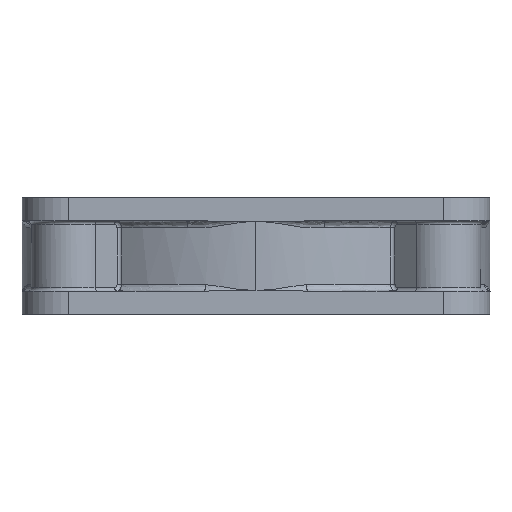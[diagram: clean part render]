
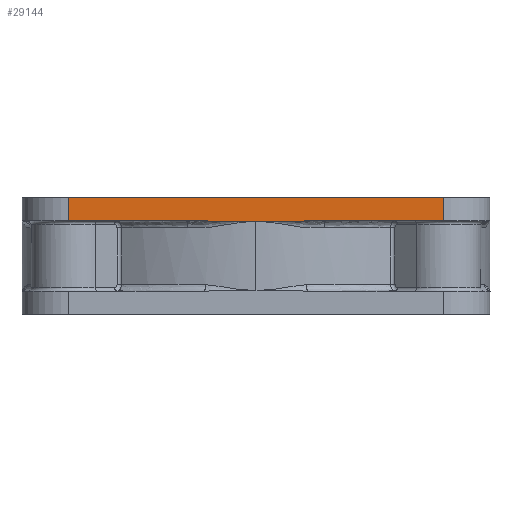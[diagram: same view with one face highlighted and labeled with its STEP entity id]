
A CAD part, front view. The second image highlights one B-rep face of the part: STEP entity #29144.
In plain terms, the highlighted planar face has unit normal (0, -1, 0).
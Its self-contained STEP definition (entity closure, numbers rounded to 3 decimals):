
#219=B_SPLINE_CURVE_WITH_KNOTS('',3,(#44250,#44251,#44252,#44253,#44254,
#44255,#44256,#44257,#44258,#44259,#44260,#44261,#44262,#44263,#44264,#44265),
 .UNSPECIFIED.,.F.,.F.,(4,2,2,2,2,2,2,4),(-0.004,0.,0.009,
0.017,0.03,0.065,0.108,
0.13),.UNSPECIFIED.);
#333=B_SPLINE_CURVE_WITH_KNOTS('',3,(#54999,#55000,#55001,#55002,#55003,
#55004,#55005,#55006,#55007,#55008,#55009,#55010,#55011,#55012,#55013,#55014),
 .UNSPECIFIED.,.F.,.F.,(4,2,2,2,2,2,2,4),(-0.55,-0.537,
-0.498,-0.467,-0.412,-0.269,
-0.093,0.),.UNSPECIFIED.);
#1611=PLANE('',#30817);
#1919=LINE('',#41534,#5230);
#1949=LINE('',#41685,#5260);
#1952=LINE('',#41693,#5263);
#1972=LINE('',#42861,#5283);
#1977=LINE('',#43049,#5288);
#2018=LINE('',#45190,#5329);
#5230=VECTOR('',#31556,1.);
#5260=VECTOR('',#31664,1.);
#5263=VECTOR('',#31671,1.);
#5283=VECTOR('',#31737,1.);
#5288=VECTOR('',#31744,1.);
#5329=VECTOR('',#31929,10.);
#9777=FACE_OUTER_BOUND('',#11286,.T.);
#11286=EDGE_LOOP('',(#26138,#26139,#26140,#26141,#26142,#26143,#26144,#26145));
#11949=VERTEX_POINT('',#41531);
#11950=VERTEX_POINT('',#41533);
#12004=VERTEX_POINT('',#41684);
#12007=VERTEX_POINT('',#41692);
#12051=VERTEX_POINT('',#42844);
#12060=VERTEX_POINT('',#43048);
#12124=VERTEX_POINT('',#44243);
#12160=VERTEX_POINT('',#45125);
#14727=EDGE_CURVE('',#11950,#11949,#1919,.T.);
#14791=EDGE_CURVE('',#11949,#12004,#1949,.F.);
#14795=EDGE_CURVE('',#11950,#12007,#1952,.F.);
#14855=EDGE_CURVE('',#12051,#12004,#1972,.T.);
#14865=EDGE_CURVE('',#12060,#12007,#1977,.T.);
#14955=EDGE_CURVE('',#12124,#12051,#219,.T.);
#15019=EDGE_CURVE('',#12160,#12124,#2018,.T.);
#18225=EDGE_CURVE('',#12160,#12060,#333,.T.);
#26138=ORIENTED_EDGE('',*,*,#15019,.F.);
#26139=ORIENTED_EDGE('',*,*,#18225,.T.);
#26140=ORIENTED_EDGE('',*,*,#14865,.T.);
#26141=ORIENTED_EDGE('',*,*,#14795,.F.);
#26142=ORIENTED_EDGE('',*,*,#14727,.T.);
#26143=ORIENTED_EDGE('',*,*,#14791,.T.);
#26144=ORIENTED_EDGE('',*,*,#14855,.F.);
#26145=ORIENTED_EDGE('',*,*,#14955,.F.);
#29144=ADVANCED_FACE('',(#9777),#1611,.F.);
#30817=AXIS2_PLACEMENT_3D('',#55614,#37421,#37422);
#31556=DIRECTION('',(-1.,0.,0.));
#31664=DIRECTION('',(0.,0.,1.));
#31671=DIRECTION('',(0.,0.,1.));
#31737=DIRECTION('',(-1.,0.,0.));
#31744=DIRECTION('',(1.,0.,0.));
#31929=DIRECTION('',(-1.,-0.001,0.001));
#37421=DIRECTION('center_axis',(0.,1.,0.));
#37422=DIRECTION('ref_axis',(0.,0.,-1.));
#41531=CARTESIAN_POINT('',(-16.,-20.,0.));
#41533=CARTESIAN_POINT('',(16.,-20.,0.));
#41534=CARTESIAN_POINT('',(-8.,-20.,0.));
#41684=CARTESIAN_POINT('',(-16.,-20.,-2.));
#41685=CARTESIAN_POINT('',(-16.,-20.,-1.024));
#41692=CARTESIAN_POINT('',(16.,-20.,-2.));
#41693=CARTESIAN_POINT('',(16.,-20.,-1.024));
#42844=CARTESIAN_POINT('',(-4.898,-20.,-2.));
#42861=CARTESIAN_POINT('',(-10.449,-20.,-2.));
#43048=CARTESIAN_POINT('',(4.898,-20.,-2.));
#43049=CARTESIAN_POINT('',(10.449,-20.,-2.));
#44243=CARTESIAN_POINT('',(-0.004,-20.,-2.05));
#44250=CARTESIAN_POINT('Ctrl Pts',(-0.009,-20.,
-2.05));
#44251=CARTESIAN_POINT('Ctrl Pts',(-0.027,-20.,
-2.049));
#44252=CARTESIAN_POINT('Ctrl Pts',(-0.034,-20.,-2.049));
#44253=CARTESIAN_POINT('Ctrl Pts',(-0.078,-20.,-2.047));
#44254=CARTESIAN_POINT('Ctrl Pts',(-0.158,-20.,-2.043));
#44255=CARTESIAN_POINT('Ctrl Pts',(-0.366,-20.,-2.038));
#44256=CARTESIAN_POINT('Ctrl Pts',(-0.459,-20.,-2.036));
#44257=CARTESIAN_POINT('Ctrl Pts',(-0.714,-20.,-2.034));
#44258=CARTESIAN_POINT('Ctrl Pts',(-0.883,-20.,-2.035));
#44259=CARTESIAN_POINT('Ctrl Pts',(-1.46,-20.,-2.039));
#44260=CARTESIAN_POINT('Ctrl Pts',(-1.911,-20.,-2.047));
#44261=CARTESIAN_POINT('Ctrl Pts',(-2.975,-20.,-2.048));
#44262=CARTESIAN_POINT('Ctrl Pts',(-3.22,-20.,-2.042));
#44263=CARTESIAN_POINT('Ctrl Pts',(-4.262,-20.,-2.011));
#44264=CARTESIAN_POINT('Ctrl Pts',(-4.589,-20.,-2.));
#44265=CARTESIAN_POINT('Ctrl Pts',(-4.898,-20.,-2.));
#45125=CARTESIAN_POINT('',(0.017,-20.,-2.05));
#45190=CARTESIAN_POINT('',(0.017,-20.,-2.05));
#54999=CARTESIAN_POINT('Ctrl Pts',(0.017,-20.,
-2.049));
#55000=CARTESIAN_POINT('Ctrl Pts',(0.029,-20.,
-2.049));
#55001=CARTESIAN_POINT('Ctrl Pts',(0.036,-20.,-2.049));
#55002=CARTESIAN_POINT('Ctrl Pts',(0.077,-20.,-2.047));
#55003=CARTESIAN_POINT('Ctrl Pts',(0.158,-20.,-2.043));
#55004=CARTESIAN_POINT('Ctrl Pts',(0.365,-20.,-2.038));
#55005=CARTESIAN_POINT('Ctrl Pts',(0.458,-20.,-2.036));
#55006=CARTESIAN_POINT('Ctrl Pts',(0.713,-20.,-2.034));
#55007=CARTESIAN_POINT('Ctrl Pts',(0.882,-20.,-2.035));
#55008=CARTESIAN_POINT('Ctrl Pts',(1.46,-20.,-2.039));
#55009=CARTESIAN_POINT('Ctrl Pts',(1.913,-20.,-2.047));
#55010=CARTESIAN_POINT('Ctrl Pts',(2.977,-20.,-2.048));
#55011=CARTESIAN_POINT('Ctrl Pts',(3.221,-20.,-2.042));
#55012=CARTESIAN_POINT('Ctrl Pts',(4.263,-20.,-2.01));
#55013=CARTESIAN_POINT('Ctrl Pts',(4.589,-20.,-2.));
#55014=CARTESIAN_POINT('Ctrl Pts',(4.898,-20.,-2.));
#55614=CARTESIAN_POINT('Origin',(7.646,-20.,-4.));
